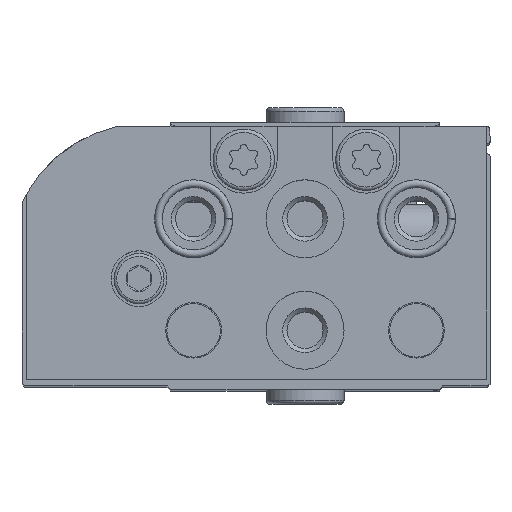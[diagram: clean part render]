
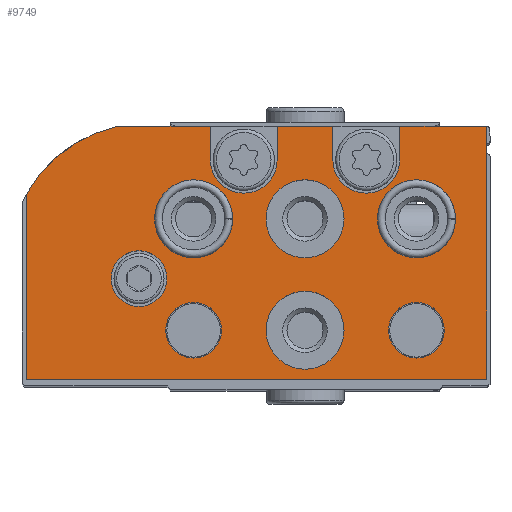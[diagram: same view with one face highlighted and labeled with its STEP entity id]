
A CAD part, top view. The second image highlights one B-rep face of the part: STEP entity #9749.
In plain terms, the highlighted face is planar.
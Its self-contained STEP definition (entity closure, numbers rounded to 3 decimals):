
#1003=LINE('',#16710,#1759);
#1007=LINE('',#16718,#1763);
#1011=LINE('',#16724,#1767);
#1014=LINE('',#16744,#1770);
#1015=LINE('',#16748,#1771);
#1016=LINE('',#16751,#1772);
#1017=LINE('',#16753,#1773);
#1018=LINE('',#16755,#1774);
#1019=LINE('',#16756,#1775);
#1020=LINE('',#16760,#1776);
#1759=VECTOR('',#13571,1000.);
#1763=VECTOR('',#13575,1000.);
#1767=VECTOR('',#13579,1000.);
#1770=VECTOR('',#13598,1000.);
#1771=VECTOR('',#13601,1000.);
#1772=VECTOR('',#13604,1000.);
#1773=VECTOR('',#13605,1000.);
#1774=VECTOR('',#13606,1000.);
#1775=VECTOR('',#13607,1000.);
#1776=VECTOR('',#13610,1000.);
#3747=ORIENTED_EDGE('',*,*,#5547,.T.);
#3748=ORIENTED_EDGE('',*,*,#5548,.T.);
#3749=ORIENTED_EDGE('',*,*,#5549,.T.);
#3750=ORIENTED_EDGE('',*,*,#5550,.T.);
#3751=ORIENTED_EDGE('',*,*,#5551,.T.);
#3752=ORIENTED_EDGE('',*,*,#5552,.T.);
#3753=ORIENTED_EDGE('',*,*,#5553,.T.);
#3754=ORIENTED_EDGE('',*,*,#5554,.T.);
#3755=ORIENTED_EDGE('',*,*,#5555,.T.);
#3756=ORIENTED_EDGE('',*,*,#5556,.T.);
#3757=ORIENTED_EDGE('',*,*,#5544,.F.);
#3758=ORIENTED_EDGE('',*,*,#5557,.F.);
#3759=ORIENTED_EDGE('',*,*,#5558,.F.);
#3760=ORIENTED_EDGE('',*,*,#5559,.F.);
#3761=ORIENTED_EDGE('',*,*,#5560,.F.);
#3762=ORIENTED_EDGE('',*,*,#5540,.F.);
#3763=ORIENTED_EDGE('',*,*,#5561,.T.);
#3764=ORIENTED_EDGE('',*,*,#5562,.T.);
#3765=ORIENTED_EDGE('',*,*,#5563,.T.);
#3766=ORIENTED_EDGE('',*,*,#5536,.F.);
#5536=EDGE_CURVE('',#6613,#6614,#1003,.T.);
#5540=EDGE_CURVE('',#6617,#6618,#1007,.T.);
#5544=EDGE_CURVE('',#6619,#6620,#1011,.T.);
#5547=EDGE_CURVE('',#6622,#6622,#7204,.T.);
#5548=EDGE_CURVE('',#6623,#6623,#7205,.T.);
#5549=EDGE_CURVE('',#6624,#6624,#7206,.T.);
#5550=EDGE_CURVE('',#6625,#6625,#7207,.T.);
#5551=EDGE_CURVE('',#6626,#6626,#7208,.T.);
#5552=EDGE_CURVE('',#6627,#6627,#7209,.T.);
#5553=EDGE_CURVE('',#6628,#6628,#7210,.T.);
#5554=EDGE_CURVE('',#6613,#6629,#1014,.T.);
#5555=EDGE_CURVE('',#6629,#6630,#7211,.T.);
#5556=EDGE_CURVE('',#6630,#6620,#1015,.T.);
#5557=EDGE_CURVE('',#6631,#6619,#7212,.T.);
#5558=EDGE_CURVE('',#6632,#6631,#1016,.T.);
#5559=EDGE_CURVE('',#6633,#6632,#1017,.T.);
#5560=EDGE_CURVE('',#6618,#6633,#1018,.T.);
#5561=EDGE_CURVE('',#6617,#6634,#1019,.T.);
#5562=EDGE_CURVE('',#6634,#6635,#7213,.T.);
#5563=EDGE_CURVE('',#6635,#6614,#1020,.T.);
#6613=VERTEX_POINT('',#16709);
#6614=VERTEX_POINT('',#16711);
#6617=VERTEX_POINT('',#16717);
#6618=VERTEX_POINT('',#16719);
#6619=VERTEX_POINT('',#16723);
#6620=VERTEX_POINT('',#16725);
#6622=VERTEX_POINT('',#16731);
#6623=VERTEX_POINT('',#16733);
#6624=VERTEX_POINT('',#16735);
#6625=VERTEX_POINT('',#16737);
#6626=VERTEX_POINT('',#16739);
#6627=VERTEX_POINT('',#16741);
#6628=VERTEX_POINT('',#16743);
#6629=VERTEX_POINT('',#16745);
#6630=VERTEX_POINT('',#16747);
#6631=VERTEX_POINT('',#16750);
#6632=VERTEX_POINT('',#16752);
#6633=VERTEX_POINT('',#16754);
#6634=VERTEX_POINT('',#16757);
#6635=VERTEX_POINT('',#16759);
#7204=CIRCLE('',#11158,2.5);
#7205=CIRCLE('',#11159,3.5);
#7206=CIRCLE('',#11160,3.5);
#7207=CIRCLE('',#11161,3.5);
#7208=CIRCLE('',#11162,3.5);
#7209=CIRCLE('',#11163,2.5);
#7210=CIRCLE('',#11164,2.5);
#7211=CIRCLE('',#11165,3.);
#7212=CIRCLE('',#11166,12.5);
#7213=CIRCLE('',#11167,3.);
#7911=EDGE_LOOP('',(#3747));
#7912=EDGE_LOOP('',(#3748));
#7913=EDGE_LOOP('',(#3749));
#7914=EDGE_LOOP('',(#3750));
#7915=EDGE_LOOP('',(#3751));
#7916=EDGE_LOOP('',(#3752));
#7917=EDGE_LOOP('',(#3753));
#7918=EDGE_LOOP('',(#3754,#3755,#3756,#3757,#3758,#3759,#3760,#3761,#3762,
#3763,#3764,#3765,#3766));
#8759=FACE_BOUND('',#7911,.T.);
#8760=FACE_BOUND('',#7912,.T.);
#8761=FACE_BOUND('',#7913,.T.);
#8762=FACE_BOUND('',#7914,.T.);
#8763=FACE_BOUND('',#7915,.T.);
#8764=FACE_BOUND('',#7916,.T.);
#8765=FACE_BOUND('',#7917,.T.);
#8766=FACE_BOUND('',#7918,.T.);
#9282=PLANE('',#11157);
#9749=ADVANCED_FACE('',(#8759,#8760,#8761,#8762,#8763,#8764,#8765,#8766),
#9282,.F.);
#11157=AXIS2_PLACEMENT_3D('',#16729,#13582,#13583);
#11158=AXIS2_PLACEMENT_3D('',#16730,#13584,#13585);
#11159=AXIS2_PLACEMENT_3D('',#16732,#13586,#13587);
#11160=AXIS2_PLACEMENT_3D('',#16734,#13588,#13589);
#11161=AXIS2_PLACEMENT_3D('',#16736,#13590,#13591);
#11162=AXIS2_PLACEMENT_3D('',#16738,#13592,#13593);
#11163=AXIS2_PLACEMENT_3D('',#16740,#13594,#13595);
#11164=AXIS2_PLACEMENT_3D('',#16742,#13596,#13597);
#11165=AXIS2_PLACEMENT_3D('',#16746,#13599,#13600);
#11166=AXIS2_PLACEMENT_3D('',#16749,#13602,#13603);
#11167=AXIS2_PLACEMENT_3D('',#16758,#13608,#13609);
#13571=DIRECTION('',(-1.,0.,0.));
#13575=DIRECTION('',(-1.,0.,0.));
#13579=DIRECTION('',(-1.,0.,0.));
#13582=DIRECTION('',(0.,0.,1.));
#13583=DIRECTION('',(1.,0.,0.));
#13584=DIRECTION('',(0.,0.,1.));
#13585=DIRECTION('',(1.,0.,0.));
#13586=DIRECTION('',(0.,0.,1.));
#13587=DIRECTION('',(1.,0.,0.));
#13588=DIRECTION('',(0.,0.,1.));
#13589=DIRECTION('',(1.,0.,0.));
#13590=DIRECTION('',(0.,0.,1.));
#13591=DIRECTION('',(1.,0.,0.));
#13592=DIRECTION('',(0.,0.,1.));
#13593=DIRECTION('',(1.,0.,0.));
#13594=DIRECTION('',(0.,0.,1.));
#13595=DIRECTION('',(1.,0.,0.));
#13596=DIRECTION('',(0.,0.,1.));
#13597=DIRECTION('',(1.,0.,0.));
#13598=DIRECTION('',(0.,-1.,0.));
#13599=DIRECTION('',(0.,0.,1.));
#13600=DIRECTION('',(1.,0.,0.));
#13601=DIRECTION('',(0.,1.,0.));
#13602=DIRECTION('',(0.,0.,1.));
#13603=DIRECTION('',(1.,0.,0.));
#13604=DIRECTION('',(0.,1.,0.));
#13605=DIRECTION('',(1.,0.,0.));
#13606=DIRECTION('',(0.,-1.,0.));
#13607=DIRECTION('',(0.,-1.,0.));
#13608=DIRECTION('',(0.,0.,1.));
#13609=DIRECTION('',(1.,0.,0.));
#13610=DIRECTION('',(0.,1.,0.));
#16709=CARTESIAN_POINT('',(18.8,22.7,0.));
#16710=CARTESIAN_POINT('',(33.122,22.7,0.));
#16711=CARTESIAN_POINT('',(13.8,22.7,0.));
#16717=CARTESIAN_POINT('',(7.8,22.7,0.));
#16718=CARTESIAN_POINT('',(33.122,22.7,0.));
#16719=CARTESIAN_POINT('',(0.,22.7,0.));
#16723=CARTESIAN_POINT('',(33.122,22.7,0.));
#16724=CARTESIAN_POINT('',(33.122,22.7,0.));
#16725=CARTESIAN_POINT('',(24.8,22.7,0.));
#16729=CARTESIAN_POINT('',(30.4,10.5,0.));
#16730=CARTESIAN_POINT('',(31.2,9.03,0.));
#16731=CARTESIAN_POINT('',(33.7,9.03,0.));
#16732=CARTESIAN_POINT('',(26.3,14.4,0.));
#16733=CARTESIAN_POINT('',(29.8,14.4,0.));
#16734=CARTESIAN_POINT('',(16.3,14.4,0.));
#16735=CARTESIAN_POINT('',(19.8,14.4,0.));
#16736=CARTESIAN_POINT('',(6.3,14.4,0.));
#16737=CARTESIAN_POINT('',(9.8,14.4,0.));
#16738=CARTESIAN_POINT('',(16.3,4.4,0.));
#16739=CARTESIAN_POINT('',(19.8,4.4,0.));
#16740=CARTESIAN_POINT('',(26.3,4.4,0.));
#16741=CARTESIAN_POINT('',(28.8,4.4,0.));
#16742=CARTESIAN_POINT('',(6.3,4.4,0.));
#16743=CARTESIAN_POINT('',(8.8,4.4,0.));
#16744=CARTESIAN_POINT('',(18.8,22.7,0.));
#16745=CARTESIAN_POINT('',(18.8,19.7,0.));
#16746=CARTESIAN_POINT('',(21.8,19.7,0.));
#16747=CARTESIAN_POINT('',(24.8,19.7,0.));
#16748=CARTESIAN_POINT('',(24.8,19.7,0.));
#16749=CARTESIAN_POINT('',(30.4,10.5,0.));
#16750=CARTESIAN_POINT('',(41.3,16.619,0.));
#16751=CARTESIAN_POINT('',(41.3,0.,0.));
#16752=CARTESIAN_POINT('',(41.3,0.,0.));
#16753=CARTESIAN_POINT('',(0.,0.,0.));
#16754=CARTESIAN_POINT('',(0.,0.,0.));
#16755=CARTESIAN_POINT('',(0.,22.7,0.));
#16756=CARTESIAN_POINT('',(7.8,22.7,0.));
#16757=CARTESIAN_POINT('',(7.8,19.7,0.));
#16758=CARTESIAN_POINT('',(10.8,19.7,0.));
#16759=CARTESIAN_POINT('',(13.8,19.7,0.));
#16760=CARTESIAN_POINT('',(13.8,19.7,0.));
